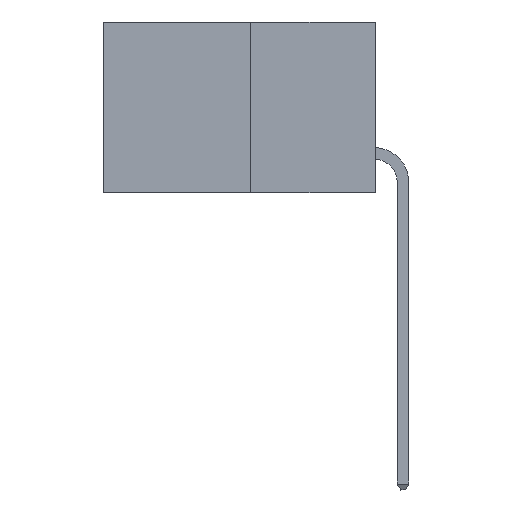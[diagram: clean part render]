
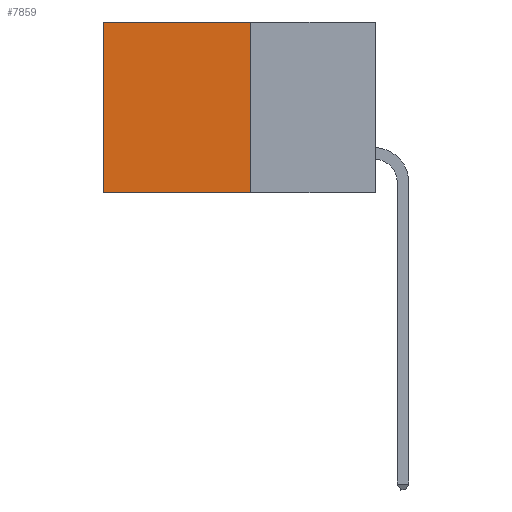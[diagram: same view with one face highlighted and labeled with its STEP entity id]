
A CAD part, left-side view. The second image highlights one B-rep face of the part: STEP entity #7859.
In plain terms, the highlighted planar face has unit normal (-1, 0, 0).
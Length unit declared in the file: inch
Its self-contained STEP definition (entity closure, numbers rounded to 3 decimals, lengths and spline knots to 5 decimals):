
#485 = EDGE_CURVE ( 'NONE', #19217, #5293, #22347, .T. ) ;
#744 = DIRECTION ( 'NONE',  ( 0., 1., 0. ) ) ;
#2531 = EDGE_CURVE ( 'NONE', #5293, #4483, #21991, .T. ) ;
#2656 = FACE_OUTER_BOUND ( 'NONE', #3769, .T. ) ;
#3067 = PLANE ( 'NONE',  #22418 ) ;
#3426 = VECTOR ( 'NONE', #7900, 39.37008 ) ;
#3475 = CARTESIAN_POINT ( 'NONE',  ( 0.277, 0.27, 0. ) ) ;
#3769 = EDGE_LOOP ( 'NONE', ( #5602, #15186, #16887, #12367 ) ) ;
#3872 = VERTEX_POINT ( 'NONE', #21533 ) ;
#4483 = VERTEX_POINT ( 'NONE', #17285 ) ;
#4589 = LINE ( 'NONE', #5555, #5148 ) ;
#4898 = DIRECTION ( 'NONE',  ( 1., 0., 0. ) ) ;
#5148 = VECTOR ( 'NONE', #16337, 39.37008 ) ;
#5293 = VERTEX_POINT ( 'NONE', #21332 ) ;
#5555 = CARTESIAN_POINT ( 'NONE',  ( 0.277, 0.27, -0.37 ) ) ;
#5602 = ORIENTED_EDGE ( 'NONE', *, *, #2531, .T. ) ;
#6102 = CARTESIAN_POINT ( 'NONE',  ( 0.277, 0.27, -0.37 ) ) ;
#6655 = CARTESIAN_POINT ( 'NONE',  ( 0.277, 0.27, 0. ) ) ;
#7859 = ADVANCED_FACE ( 'NONE', ( #2656 ), #3067, .F. ) ;
#7900 = DIRECTION ( 'NONE',  ( 0., 1., 0. ) ) ;
#7996 = CARTESIAN_POINT ( 'NONE',  ( 0.277, 0.59, -0.37 ) ) ;
#8050 = VECTOR ( 'NONE', #744, 39.37008 ) ;
#8799 = EDGE_CURVE ( 'NONE', #19217, #3872, #4589, .T. ) ;
#9297 = LINE ( 'NONE', #6102, #3426 ) ;
#10383 = DIRECTION ( 'NONE',  ( 0., 0., -1. ) ) ;
#12367 = ORIENTED_EDGE ( 'NONE', *, *, #485, .T. ) ;
#13027 = EDGE_CURVE ( 'NONE', #3872, #4483, #9297, .T. ) ;
#15186 = ORIENTED_EDGE ( 'NONE', *, *, #13027, .F. ) ;
#15663 = CARTESIAN_POINT ( 'NONE',  ( 0.277, 0.27, -0.37 ) ) ;
#16337 = DIRECTION ( 'NONE',  ( 0., 0., -1. ) ) ;
#16732 = VECTOR ( 'NONE', #10383, 39.37008 ) ;
#16887 = ORIENTED_EDGE ( 'NONE', *, *, #8799, .F. ) ;
#17285 = CARTESIAN_POINT ( 'NONE',  ( 0.277, 0.59, -0.37 ) ) ;
#17476 = DIRECTION ( 'NONE',  ( 0., 0., -1. ) ) ;
#19217 = VERTEX_POINT ( 'NONE', #3475 ) ;
#21332 = CARTESIAN_POINT ( 'NONE',  ( 0.277, 0.59, 0. ) ) ;
#21533 = CARTESIAN_POINT ( 'NONE',  ( 0.277, 0.27, -0.37 ) ) ;
#21991 = LINE ( 'NONE', #7996, #16732 ) ;
#22347 = LINE ( 'NONE', #6655, #8050 ) ;
#22418 = AXIS2_PLACEMENT_3D ( 'NONE', #15663, #4898, #17476 ) ;
